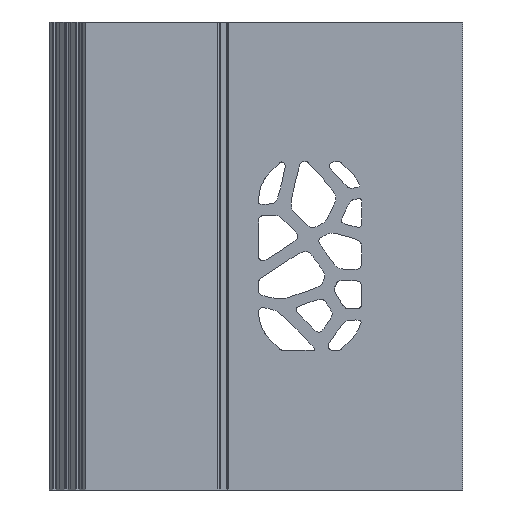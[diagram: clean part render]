
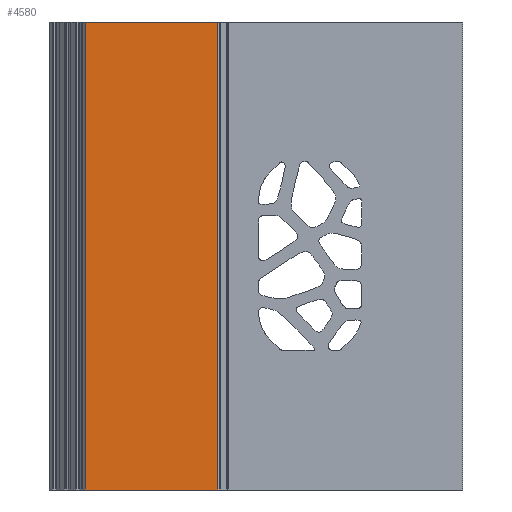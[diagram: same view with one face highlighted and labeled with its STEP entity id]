
A CAD part, left-side view. The second image highlights one B-rep face of the part: STEP entity #4580.
In plain terms, the highlighted planar face has unit normal (-1, 0, 0).
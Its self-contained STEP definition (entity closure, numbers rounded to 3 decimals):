
#2623=CARTESIAN_POINT('',(-269.144,308.338,570.05));
#2624=VERTEX_POINT('',#2623);
#2632=CARTESIAN_POINT('',(-269.144,280.119,570.05));
#2633=VERTEX_POINT('',#2632);
#2634=CARTESIAN_POINT('',(-269.144,308.338,570.05));
#2635=DIRECTION('',(0.,-1.,-0.));
#2636=VECTOR('',#2635,28.219);
#2637=LINE('',#2634,#2636);
#2638=EDGE_CURVE('',#2624,#2633,#2637,.T.);
#3372=CARTESIAN_POINT('',(-269.144,280.119,470.05));
#3373=VERTEX_POINT('',#3372);
#3381=CARTESIAN_POINT('',(-269.144,308.338,470.05));
#3382=VERTEX_POINT('',#3381);
#3383=CARTESIAN_POINT('',(-269.144,308.338,470.05));
#3384=DIRECTION('',(0.,-1.,-0.));
#3385=VECTOR('',#3384,28.219);
#3386=LINE('',#3383,#3385);
#3387=EDGE_CURVE('',#3382,#3373,#3386,.T.);
#4553=CARTESIAN_POINT('',(-269.144,308.338,570.05));
#4554=DIRECTION('',(0.,0.,-1.));
#4555=VECTOR('',#4554,100.);
#4556=LINE('',#4553,#4555);
#4557=EDGE_CURVE('',#2624,#3382,#4556,.T.);
#4564=CARTESIAN_POINT('',(-269.144,308.338,470.05));
#4565=DIRECTION('',(1.,0.,0.));
#4566=DIRECTION('',(-0.,1.,0.));
#4567=AXIS2_PLACEMENT_3D('',#4564,#4565,#4566);
#4568=PLANE('',#4567);
#4569=ORIENTED_EDGE('',*,*,#3387,.T.);
#4570=CARTESIAN_POINT('',(-269.144,280.119,570.05));
#4571=DIRECTION('',(0.,0.,-1.));
#4572=VECTOR('',#4571,100.);
#4573=LINE('',#4570,#4572);
#4574=EDGE_CURVE('',#2633,#3373,#4573,.T.);
#4575=ORIENTED_EDGE('',*,*,#4574,.F.);
#4576=ORIENTED_EDGE('',*,*,#2638,.F.);
#4577=ORIENTED_EDGE('',*,*,#4557,.T.);
#4578=EDGE_LOOP('',(#4569,#4575,#4576,#4577));
#4579=FACE_BOUND('',#4578,.T.);
#4580=ADVANCED_FACE('',(#4579),#4568,.F.);
